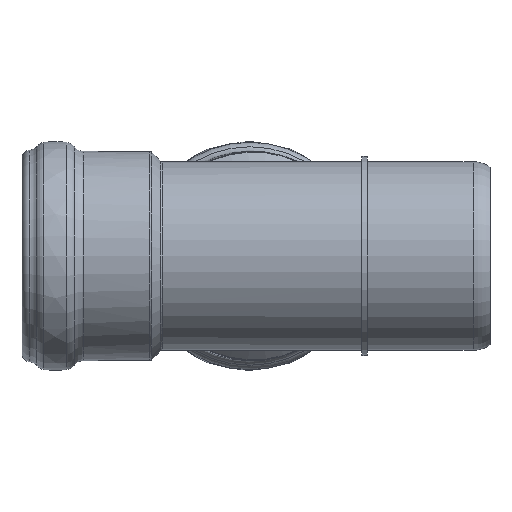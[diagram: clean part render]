
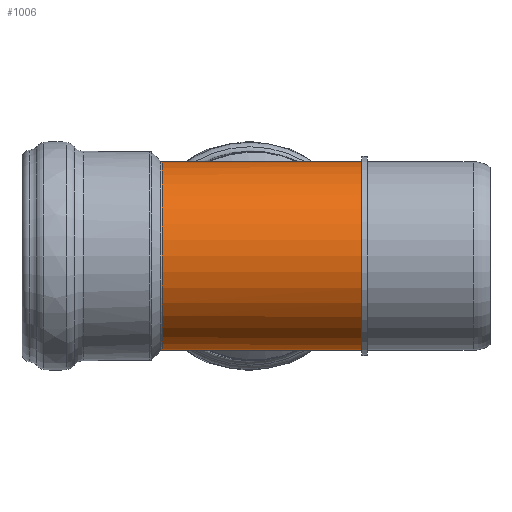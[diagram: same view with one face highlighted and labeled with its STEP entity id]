
A CAD part, left-side view. The second image highlights one B-rep face of the part: STEP entity #1006.
In plain terms, the highlighted cylindrical face has radius 39 mm (diameter 78 mm), a full revolution.
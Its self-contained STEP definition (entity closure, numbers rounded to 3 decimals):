
#55=ELLIPSE('',#1092,57.54,39.);
#59=ELLIPSE('',#1102,57.54,39.);
#60=ELLIPSE('',#1103,54.992,39.);
#95=LINE('',#2335,#114);
#114=VECTOR('',#1303,39.);
#134=CYLINDRICAL_SURFACE('',#1100,39.);
#156=FACE_OUTER_BOUND('',#218,.T.);
#218=EDGE_LOOP('',(#693,#694,#695,#696,#697,#698,#699,#700));
#274=CIRCLE('',#1084,39.);
#281=CIRCLE('',#1101,39.);
#282=CIRCLE('',#1104,39.);
#387=VERTEX_POINT('',#1644);
#397=VERTEX_POINT('',#2030);
#398=VERTEX_POINT('',#2038);
#404=VERTEX_POINT('',#2330);
#405=VERTEX_POINT('',#2334);
#406=VERTEX_POINT('',#2336);
#496=EDGE_CURVE('',#387,#387,#274,.T.);
#508=EDGE_CURVE('',#397,#398,#55,.T.);
#518=EDGE_CURVE('',#387,#405,#95,.T.);
#519=EDGE_CURVE('',#406,#405,#281,.T.);
#520=EDGE_CURVE('',#404,#406,#59,.T.);
#521=EDGE_CURVE('',#398,#404,#60,.T.);
#522=EDGE_CURVE('',#405,#397,#282,.T.);
#693=ORIENTED_EDGE('',*,*,#496,.T.);
#694=ORIENTED_EDGE('',*,*,#518,.T.);
#695=ORIENTED_EDGE('',*,*,#519,.F.);
#696=ORIENTED_EDGE('',*,*,#520,.F.);
#697=ORIENTED_EDGE('',*,*,#521,.F.);
#698=ORIENTED_EDGE('',*,*,#508,.F.);
#699=ORIENTED_EDGE('',*,*,#522,.F.);
#700=ORIENTED_EDGE('',*,*,#518,.F.);
#1006=ADVANCED_FACE('',(#156),#134,.T.);
#1084=AXIS2_PLACEMENT_3D('',#1645,#1267,#1268);
#1092=AXIS2_PLACEMENT_3D('',#2039,#1285,#1286);
#1100=AXIS2_PLACEMENT_3D('',#2333,#1301,#1302);
#1101=AXIS2_PLACEMENT_3D('',#2337,#1304,#1305);
#1102=AXIS2_PLACEMENT_3D('',#2338,#1306,#1307);
#1103=AXIS2_PLACEMENT_3D('',#2339,#1308,#1309);
#1104=AXIS2_PLACEMENT_3D('',#2340,#1310,#1311);
#1267=DIRECTION('center_axis',(0.,1.,0.));
#1268=DIRECTION('ref_axis',(1.,0.,0.));
#1285=DIRECTION('center_axis',(0.735,-0.678,0.));
#1286=DIRECTION('ref_axis',(0.678,0.735,0.));
#1301=DIRECTION('center_axis',(0.,-1.,0.));
#1302=DIRECTION('ref_axis',(1.,0.,0.));
#1303=DIRECTION('',(0.,1.,0.));
#1304=DIRECTION('center_axis',(0.,1.,0.));
#1305=DIRECTION('ref_axis',(-1.,0.,0.));
#1306=DIRECTION('center_axis',(0.735,-0.678,0.));
#1307=DIRECTION('ref_axis',(0.678,0.735,0.));
#1308=DIRECTION('center_axis',(0.705,0.709,0.));
#1309=DIRECTION('ref_axis',(0.709,-0.705,0.));
#1310=DIRECTION('center_axis',(0.,1.,0.));
#1311=DIRECTION('ref_axis',(-1.,0.,0.));
#1644=CARTESIAN_POINT('',(-39.,53.,0.));
#1645=CARTESIAN_POINT('Origin',(0.,53.,0.));
#2030=CARTESIAN_POINT('',(36.493,135.588,13.757));
#2038=CARTESIAN_POINT('',(0.,96.,39.));
#2039=CARTESIAN_POINT('Origin',(0.,96.,0.));
#2330=CARTESIAN_POINT('',(0.,96.,-39.));
#2333=CARTESIAN_POINT('Origin',(0.,71.501,0.));
#2334=CARTESIAN_POINT('',(-39.,135.588,0.));
#2335=CARTESIAN_POINT('',(-39.,71.501,0.));
#2336=CARTESIAN_POINT('',(36.493,135.588,-13.757));
#2337=CARTESIAN_POINT('Origin',(0.,135.588,0.));
#2338=CARTESIAN_POINT('Origin',(0.,96.,0.));
#2339=CARTESIAN_POINT('Origin',(0.,96.,0.));
#2340=CARTESIAN_POINT('Origin',(0.,135.588,0.));
